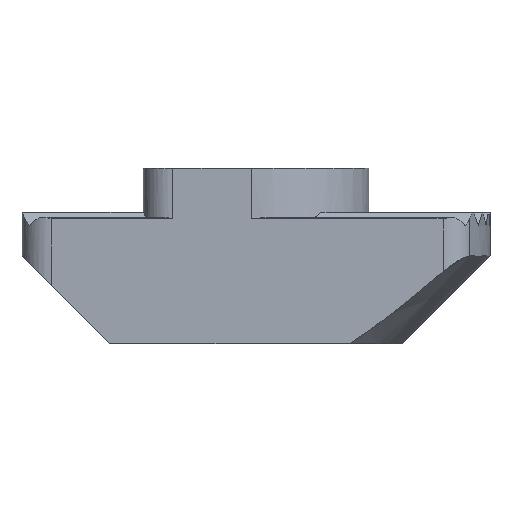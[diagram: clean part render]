
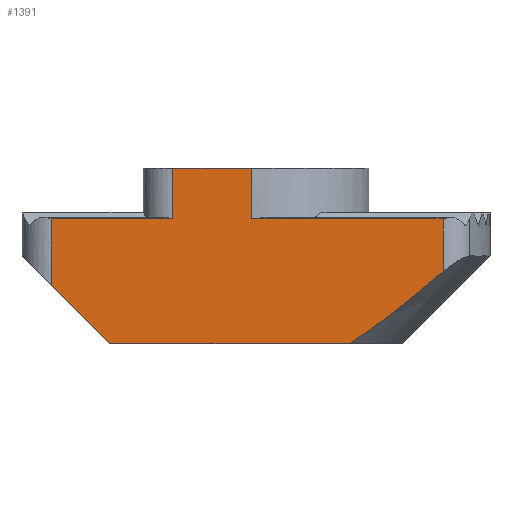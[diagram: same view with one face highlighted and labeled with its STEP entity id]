
A CAD part, front view. The second image highlights one B-rep face of the part: STEP entity #1391.
In plain terms, the highlighted planar face has unit normal (0, -1, 0).
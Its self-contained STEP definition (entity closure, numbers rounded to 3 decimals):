
#18=(
BOUNDED_CURVE()
B_SPLINE_CURVE(2,(#2893,#2894,#2895),.UNSPECIFIED.,.F.,.F.)
B_SPLINE_CURVE_WITH_KNOTS((3,3),(-0.91,-0.44),
 .UNSPECIFIED.)
CURVE()
GEOMETRIC_REPRESENTATION_ITEM()
RATIONAL_B_SPLINE_CURVE((1.129,1.172,1.136))
REPRESENTATION_ITEM('')
);
#131=PLANE('',#1549);
#192=FACE_OUTER_BOUND('',#266,.T.);
#266=EDGE_LOOP('',(#1159,#1160,#1161,#1162,#1163,#1164,#1165,#1166,#1167,
#1168));
#288=LINE('',#1990,#397);
#291=LINE('',#2018,#400);
#293=LINE('',#2041,#402);
#380=LINE('',#2888,#489);
#381=LINE('',#2890,#490);
#382=LINE('',#2891,#491);
#383=LINE('',#2896,#492);
#384=LINE('',#2898,#493);
#385=LINE('',#2899,#494);
#397=VECTOR('',#1590,1000.);
#400=VECTOR('',#1597,1000.);
#402=VECTOR('',#1601,1000.);
#489=VECTOR('',#1912,1000.);
#490=VECTOR('',#1913,1000.);
#491=VECTOR('',#1914,1000.);
#492=VECTOR('',#1915,1000.);
#493=VECTOR('',#1916,1000.);
#494=VECTOR('',#1917,1000.);
#536=VERTEX_POINT('',#1987);
#537=VERTEX_POINT('',#1989);
#540=VERTEX_POINT('',#1996);
#542=VERTEX_POINT('',#2007);
#544=VERTEX_POINT('',#2021);
#546=VERTEX_POINT('',#2032);
#663=VERTEX_POINT('',#2887);
#664=VERTEX_POINT('',#2889);
#665=VERTEX_POINT('',#2892);
#666=VERTEX_POINT('',#2897);
#678=EDGE_CURVE('',#537,#536,#288,.T.);
#684=EDGE_CURVE('',#540,#542,#291,.T.);
#688=EDGE_CURVE('',#544,#546,#293,.T.);
#856=EDGE_CURVE('',#663,#544,#380,.T.);
#857=EDGE_CURVE('',#546,#664,#381,.T.);
#858=EDGE_CURVE('',#664,#537,#382,.T.);
#859=EDGE_CURVE('',#536,#665,#18,.T.);
#860=EDGE_CURVE('',#665,#540,#383,.T.);
#861=EDGE_CURVE('',#666,#542,#384,.T.);
#862=EDGE_CURVE('',#663,#666,#385,.T.);
#1159=ORIENTED_EDGE('',*,*,#856,.T.);
#1160=ORIENTED_EDGE('',*,*,#688,.T.);
#1161=ORIENTED_EDGE('',*,*,#857,.T.);
#1162=ORIENTED_EDGE('',*,*,#858,.T.);
#1163=ORIENTED_EDGE('',*,*,#678,.T.);
#1164=ORIENTED_EDGE('',*,*,#859,.T.);
#1165=ORIENTED_EDGE('',*,*,#860,.T.);
#1166=ORIENTED_EDGE('',*,*,#684,.T.);
#1167=ORIENTED_EDGE('',*,*,#861,.F.);
#1168=ORIENTED_EDGE('',*,*,#862,.F.);
#1391=ADVANCED_FACE('',(#192),#131,.F.);
#1549=AXIS2_PLACEMENT_3D('',#2886,#1910,#1911);
#1590=DIRECTION('',(1.,0.,0.));
#1597=DIRECTION('',(-1.,0.,0.));
#1601=DIRECTION('',(-1.,0.,0.));
#1910=DIRECTION('center_axis',(0.,1.,0.));
#1911=DIRECTION('ref_axis',(1.,0.,0.));
#1912=DIRECTION('',(0.,0.,-1.));
#1913=DIRECTION('',(0.,0.,-1.));
#1914=DIRECTION('',(0.707,0.,-0.707));
#1915=DIRECTION('',(0.,0.,1.));
#1916=DIRECTION('',(0.,0.,-1.));
#1917=DIRECTION('',(1.,0.,0.));
#1987=CARTESIAN_POINT('',(3.19,-3.85,0.));
#1989=CARTESIAN_POINT('',(-5.,-3.85,0.));
#1990=CARTESIAN_POINT('',(-8.,-3.85,0.));
#1996=CARTESIAN_POINT('',(6.394,-3.85,4.271));
#2007=CARTESIAN_POINT('',(-0.15,-3.85,4.271));
#2018=CARTESIAN_POINT('',(-8.,-3.85,4.271));
#2021=CARTESIAN_POINT('',(-2.85,-3.85,4.271));
#2032=CARTESIAN_POINT('',(-7.,-3.85,4.271));
#2041=CARTESIAN_POINT('',(-8.,-3.85,4.271));
#2886=CARTESIAN_POINT('Origin',(-8.,-3.85,4.5));
#2887=CARTESIAN_POINT('',(-2.85,-3.85,6.));
#2888=CARTESIAN_POINT('',(-2.85,-3.85,4.5));
#2889=CARTESIAN_POINT('',(-7.,-3.85,2.));
#2890=CARTESIAN_POINT('',(-7.,-3.85,4.5));
#2891=CARTESIAN_POINT('',(-8.,-3.85,3.));
#2892=CARTESIAN_POINT('',(6.394,-3.85,2.463));
#2893=CARTESIAN_POINT('Ctrl Pts',(3.19,-3.85,0.));
#2894=CARTESIAN_POINT('Ctrl Pts',(4.475,-3.85,0.82));
#2895=CARTESIAN_POINT('Ctrl Pts',(6.394,-3.85,2.463));
#2896=CARTESIAN_POINT('',(6.394,-3.85,4.5));
#2897=CARTESIAN_POINT('',(-0.15,-3.85,6.));
#2898=CARTESIAN_POINT('',(-0.15,-3.85,6.));
#2899=CARTESIAN_POINT('',(-3.85,-3.85,6.));
